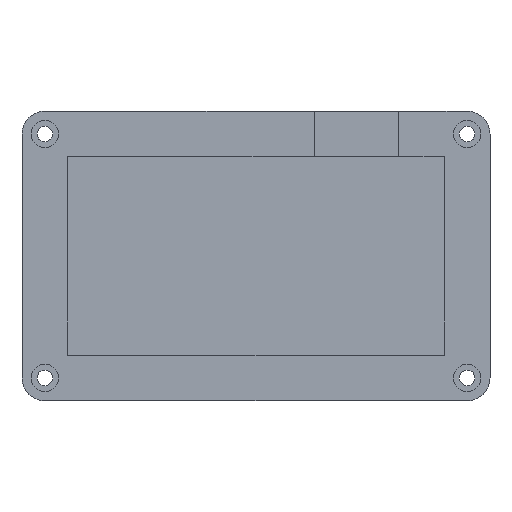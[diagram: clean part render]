
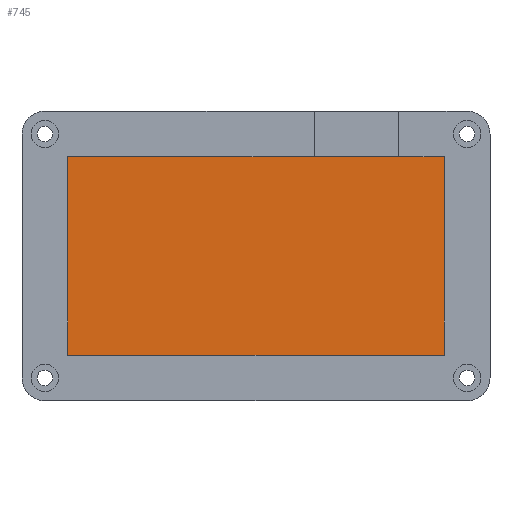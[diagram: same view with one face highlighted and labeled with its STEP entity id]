
A CAD part, top view. The second image highlights one B-rep face of the part: STEP entity #745.
In plain terms, the highlighted planar face has unit normal (0, 0, 1).
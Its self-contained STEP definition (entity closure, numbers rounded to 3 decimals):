
#71=PLANE('',#840);
#114=FACE_OUTER_BOUND('',#174,.T.);
#174=EDGE_LOOP('',(#680,#681,#682,#683));
#230=LINE('',#1249,#294);
#233=LINE('',#1255,#297);
#236=LINE('',#1261,#300);
#239=LINE('',#1265,#303);
#294=VECTOR('',#1041,10.);
#297=VECTOR('',#1046,10.);
#300=VECTOR('',#1051,10.);
#303=VECTOR('',#1056,10.);
#394=VERTEX_POINT('',#1246);
#395=VERTEX_POINT('',#1248);
#397=VERTEX_POINT('',#1254);
#399=VERTEX_POINT('',#1260);
#486=EDGE_CURVE('',#395,#394,#230,.T.);
#489=EDGE_CURVE('',#397,#395,#233,.T.);
#492=EDGE_CURVE('',#399,#397,#236,.T.);
#495=EDGE_CURVE('',#394,#399,#239,.T.);
#680=ORIENTED_EDGE('',*,*,#495,.T.);
#681=ORIENTED_EDGE('',*,*,#492,.T.);
#682=ORIENTED_EDGE('',*,*,#489,.T.);
#683=ORIENTED_EDGE('',*,*,#486,.T.);
#745=ADVANCED_FACE('',(#114),#71,.T.);
#840=AXIS2_PLACEMENT_3D('',#1266,#1057,#1058);
#1041=DIRECTION('',(0.,-1.,0.));
#1046=DIRECTION('',(-1.,0.,0.));
#1051=DIRECTION('',(0.,1.,0.));
#1056=DIRECTION('',(1.,0.,0.));
#1057=DIRECTION('center_axis',(0.,0.,1.));
#1058=DIRECTION('ref_axis',(1.,0.,0.));
#1246=CARTESIAN_POINT('',(-41.,-20.37,4.));
#1248=CARTESIAN_POINT('',(-41.,23.,4.));
#1249=CARTESIAN_POINT('',(-41.,-20.37,4.));
#1254=CARTESIAN_POINT('',(41.43,23.,4.));
#1255=CARTESIAN_POINT('',(-41.,23.,4.));
#1260=CARTESIAN_POINT('',(41.43,-20.37,4.));
#1261=CARTESIAN_POINT('',(41.43,23.,4.));
#1265=CARTESIAN_POINT('',(41.43,-20.37,4.));
#1266=CARTESIAN_POINT('Origin',(0.215,1.315,4.));
